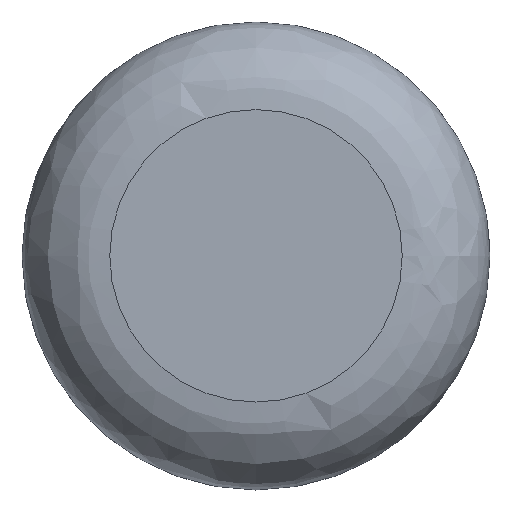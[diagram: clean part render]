
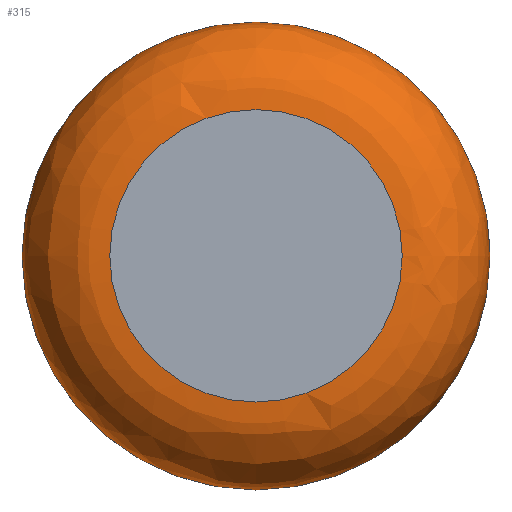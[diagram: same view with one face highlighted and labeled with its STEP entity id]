
A CAD part, top view. The second image highlights one B-rep face of the part: STEP entity #315.
In plain terms, the highlighted free-form (B-spline) face has degree [2, 2] with [9, 3] control points.
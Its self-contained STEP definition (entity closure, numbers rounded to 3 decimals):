
#222=CARTESIAN_POINT('',(8.,8.,1.));
#223=VERTEX_POINT('',#222);
#230=CARTESIAN_POINT('',(-8.,8.,1.));
#231=VERTEX_POINT('',#230);
#232=CARTESIAN_POINT('',(0.0,8.,1.));
#233=DIRECTION('',(0.0,0.,1.0));
#234=DIRECTION('',(1.0,0.0,0.0));
#235=AXIS2_PLACEMENT_3D('',#232,#233,#234);
#236=CIRCLE('',#235,8.);
#237=EDGE_CURVE('',#231,#223,#236,.T.);
#239=CARTESIAN_POINT('',(0.0,8.,1.));
#240=DIRECTION('',(0.0,0.,1.0));
#241=DIRECTION('',(1.0,0.0,0.0));
#242=AXIS2_PLACEMENT_3D('',#239,#240,#241);
#243=CIRCLE('',#242,8.);
#244=EDGE_CURVE('',#223,#231,#243,.T.);
#250=CARTESIAN_POINT('',(8.,8.,1.));
#251=CARTESIAN_POINT('',(8.,16.,1.));
#252=CARTESIAN_POINT('',(0.,16.,1.));
#253=CARTESIAN_POINT('',(-8.,16.,1.));
#254=CARTESIAN_POINT('',(-8.,8.,1.));
#255=CARTESIAN_POINT('',(-8.,0.0,1.));
#256=CARTESIAN_POINT('',(0.,0.0,1.));
#257=CARTESIAN_POINT('',(8.,0.0,1.));
#258=CARTESIAN_POINT('',(8.,8.,1.));
#259=CARTESIAN_POINT('',(8.,8.,4.));
#260=CARTESIAN_POINT('',(8.,16.,4.));
#261=CARTESIAN_POINT('',(0.,16.,4.));
#262=CARTESIAN_POINT('',(-8.,16.,4.));
#263=CARTESIAN_POINT('',(-8.,8.,4.));
#264=CARTESIAN_POINT('',(-8.,0.0,4.));
#265=CARTESIAN_POINT('',(0.,0.0,4.));
#266=CARTESIAN_POINT('',(8.,0.0,4.));
#267=CARTESIAN_POINT('',(8.,8.,4.));
#268=CARTESIAN_POINT('',(5.,8.,4.));
#269=CARTESIAN_POINT('',(5.,13.,4.));
#270=CARTESIAN_POINT('',(0.,13.,4.));
#271=CARTESIAN_POINT('',(-5.,13.,4.));
#272=CARTESIAN_POINT('',(-5.,8.,4.));
#273=CARTESIAN_POINT('',(-5.,3.,4.));
#274=CARTESIAN_POINT('',(0.,3.,4.));
#275=CARTESIAN_POINT('',(5.,3.,4.));
#276=CARTESIAN_POINT('',(5.,8.,4.));
#284=(BOUNDED_SURFACE()B_SPLINE_SURFACE(2,2,((#250,#259,#268),(#251,#260,#269),(#252,#261,#270),(#253,#262,#271),(#254,#263,#272),(#255,#264,#273),(#256,#265,#274),(#257,#266,#275),(#258,#267,#276)),.UNSPECIFIED.,.T.,.F.,.U.)B_SPLINE_SURFACE_WITH_KNOTS((3,2,2,2,3),(3,3),(0.0,0.25,0.5,0.75,1.0),(0.0,1.0),.UNSPECIFIED.)GEOMETRIC_REPRESENTATION_ITEM()RATIONAL_B_SPLINE_SURFACE(((1.0,0.707,1.0),(0.707,0.5,0.707),(1.0,0.707,1.0),(0.707,0.5,0.707),(1.0,0.707,1.0),(0.707,0.5,0.707),(1.0,0.707,1.0),(0.707,0.5,0.707),(1.0,0.707,1.0)))REPRESENTATION_ITEM('')SURFACE());
#285=ORIENTED_EDGE('',*,*,#244,.T.);
#286=ORIENTED_EDGE('',*,*,#237,.T.);
#287=CARTESIAN_POINT('',(5.,8.,4.));
#288=VERTEX_POINT('',#287);
#289=CARTESIAN_POINT('',(5.,8.,1.));
#290=DIRECTION('',(0.0,-1.0,0.));
#291=DIRECTION('',(1.0,0.0,0.0));
#292=AXIS2_PLACEMENT_3D('',#289,#290,#291);
#293=CIRCLE('',#292,3.);
#294=EDGE_CURVE('',#223,#288,#293,.T.);
#295=ORIENTED_EDGE('',*,*,#294,.T.);
#296=CARTESIAN_POINT('',(-5.,8.,4.));
#297=VERTEX_POINT('',#296);
#298=CARTESIAN_POINT('',(0.0,8.,4.));
#299=DIRECTION('',(0.0,0.,1.0));
#300=DIRECTION('',(1.0,0.0,0.0));
#301=AXIS2_PLACEMENT_3D('',#298,#299,#300);
#302=CIRCLE('',#301,5.);
#303=EDGE_CURVE('',#297,#288,#302,.T.);
#304=ORIENTED_EDGE('',*,*,#303,.F.);
#305=CARTESIAN_POINT('',(0.0,8.,4.));
#306=DIRECTION('',(0.0,0.,1.0));
#307=DIRECTION('',(1.0,0.0,0.0));
#308=AXIS2_PLACEMENT_3D('',#305,#306,#307);
#309=CIRCLE('',#308,5.);
#310=EDGE_CURVE('',#288,#297,#309,.T.);
#311=ORIENTED_EDGE('',*,*,#310,.F.);
#312=ORIENTED_EDGE('',*,*,#294,.F.);
#313=EDGE_LOOP('',(#285,#286,#295,#304,#311,#312));
#314=FACE_OUTER_BOUND('',#313,.T.);
#315=ADVANCED_FACE('',(#314),#284,.T.);
